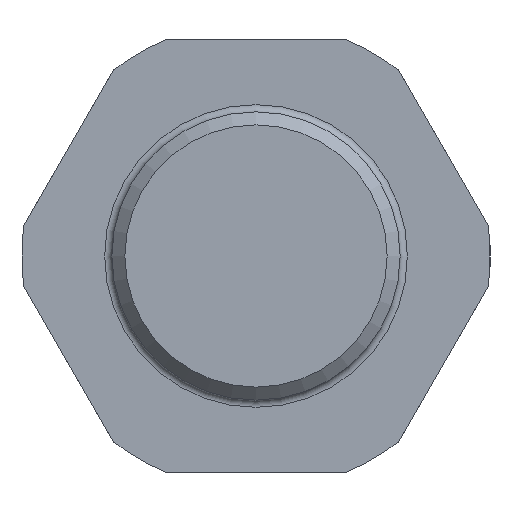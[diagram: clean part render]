
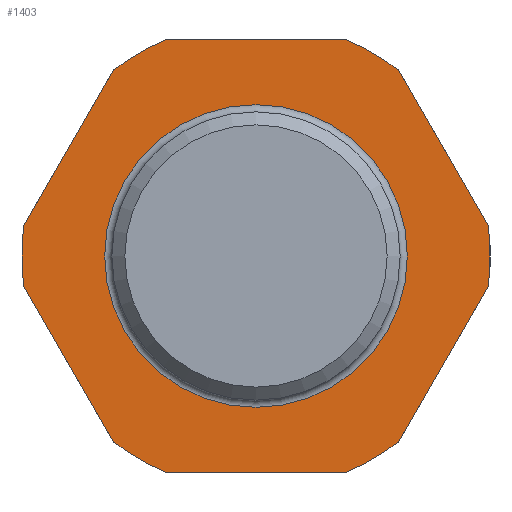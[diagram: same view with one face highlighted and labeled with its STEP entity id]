
A CAD part, left-side view. The second image highlights one B-rep face of the part: STEP entity #1403.
In plain terms, the highlighted planar face has unit normal (-1, 0, 0).
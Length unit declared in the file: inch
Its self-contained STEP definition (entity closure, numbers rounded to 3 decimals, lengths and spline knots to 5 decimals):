
#24=FACE_BOUND('',#311,.T.);
#68=LINE('',#2156,#125);
#71=LINE('',#2182,#128);
#74=LINE('',#2200,#131);
#77=LINE('',#2237,#134);
#80=LINE('',#2263,#137);
#83=LINE('',#2289,#140);
#125=VECTOR('',#1694,0.3937);
#128=VECTOR('',#1699,0.3937);
#131=VECTOR('',#1704,0.3937);
#134=VECTOR('',#1709,0.3937);
#137=VECTOR('',#1714,0.3937);
#140=VECTOR('',#1719,0.3937);
#233=FACE_OUTER_BOUND('',#310,.T.);
#310=EDGE_LOOP('',(#918,#919,#920,#921,#922,#923,#924,#925,#926,#927,#928,
#929));
#311=EDGE_LOOP('',(#930,#931));
#381=CIRCLE('',#1501,0.63976);
#384=CIRCLE('',#1505,0.63976);
#385=CIRCLE('',#1507,0.63976);
#388=CIRCLE('',#1511,0.63976);
#389=CIRCLE('',#1513,0.63976);
#395=CIRCLE('',#1521,0.63976);
#396=CIRCLE('',#1522,0.41339);
#397=CIRCLE('',#1523,0.41339);
#498=VERTEX_POINT('',#2153);
#499=VERTEX_POINT('',#2155);
#502=VERTEX_POINT('',#2179);
#503=VERTEX_POINT('',#2181);
#506=VERTEX_POINT('',#2197);
#507=VERTEX_POINT('',#2199);
#511=VERTEX_POINT('',#2234);
#512=VERTEX_POINT('',#2236);
#515=VERTEX_POINT('',#2260);
#516=VERTEX_POINT('',#2262);
#519=VERTEX_POINT('',#2286);
#520=VERTEX_POINT('',#2288);
#523=VERTEX_POINT('',#2315);
#524=VERTEX_POINT('',#2316);
#647=EDGE_CURVE('',#499,#498,#68,.T.);
#651=EDGE_CURVE('',#503,#502,#71,.T.);
#655=EDGE_CURVE('',#507,#506,#74,.T.);
#660=EDGE_CURVE('',#512,#511,#77,.T.);
#664=EDGE_CURVE('',#516,#515,#80,.T.);
#668=EDGE_CURVE('',#520,#519,#83,.T.);
#670=EDGE_CURVE('',#507,#511,#381,.T.);
#673=EDGE_CURVE('',#520,#506,#384,.T.);
#674=EDGE_CURVE('',#503,#515,#385,.T.);
#677=EDGE_CURVE('',#512,#502,#388,.T.);
#678=EDGE_CURVE('',#499,#519,#389,.T.);
#684=EDGE_CURVE('',#516,#498,#395,.T.);
#685=EDGE_CURVE('',#523,#524,#396,.T.);
#686=EDGE_CURVE('',#524,#523,#397,.T.);
#918=ORIENTED_EDGE('',*,*,#647,.T.);
#919=ORIENTED_EDGE('',*,*,#684,.F.);
#920=ORIENTED_EDGE('',*,*,#664,.T.);
#921=ORIENTED_EDGE('',*,*,#674,.F.);
#922=ORIENTED_EDGE('',*,*,#651,.T.);
#923=ORIENTED_EDGE('',*,*,#677,.F.);
#924=ORIENTED_EDGE('',*,*,#660,.T.);
#925=ORIENTED_EDGE('',*,*,#670,.F.);
#926=ORIENTED_EDGE('',*,*,#655,.T.);
#927=ORIENTED_EDGE('',*,*,#673,.F.);
#928=ORIENTED_EDGE('',*,*,#668,.T.);
#929=ORIENTED_EDGE('',*,*,#678,.F.);
#930=ORIENTED_EDGE('',*,*,#685,.T.);
#931=ORIENTED_EDGE('',*,*,#686,.T.);
#1283=PLANE('',#1520);
#1403=ADVANCED_FACE('',(#233,#24),#1283,.T.);
#1501=AXIS2_PLACEMENT_3D('',#2292,#1723,#1724);
#1505=AXIS2_PLACEMENT_3D('',#2296,#1731,#1732);
#1507=AXIS2_PLACEMENT_3D('',#2298,#1735,#1736);
#1511=AXIS2_PLACEMENT_3D('',#2302,#1743,#1744);
#1513=AXIS2_PLACEMENT_3D('',#2304,#1747,#1748);
#1520=AXIS2_PLACEMENT_3D('',#2313,#1761,#1762);
#1521=AXIS2_PLACEMENT_3D('',#2314,#1763,#1764);
#1522=AXIS2_PLACEMENT_3D('',#2317,#1765,#1766);
#1523=AXIS2_PLACEMENT_3D('',#2318,#1767,#1768);
#1694=DIRECTION('',(0.,-0.5,-0.866));
#1699=DIRECTION('',(0.,-0.5,0.866));
#1704=DIRECTION('',(0.,1.,0.));
#1709=DIRECTION('',(0.,0.5,0.866));
#1714=DIRECTION('',(0.,-1.,0.));
#1719=DIRECTION('',(0.,0.5,-0.866));
#1723=DIRECTION('center_axis',(1.,0.,0.));
#1724=DIRECTION('ref_axis',(0.,0.,-1.));
#1731=DIRECTION('center_axis',(1.,0.,0.));
#1732=DIRECTION('ref_axis',(0.,0.,-1.));
#1735=DIRECTION('center_axis',(1.,0.,0.));
#1736=DIRECTION('ref_axis',(0.,0.,-1.));
#1743=DIRECTION('center_axis',(1.,0.,0.));
#1744=DIRECTION('ref_axis',(0.,0.,-1.));
#1747=DIRECTION('center_axis',(1.,0.,0.));
#1748=DIRECTION('ref_axis',(0.,0.,-1.));
#1761=DIRECTION('center_axis',(-1.,0.,0.));
#1762=DIRECTION('ref_axis',(0.,0.,1.));
#1763=DIRECTION('center_axis',(1.,0.,0.));
#1764=DIRECTION('ref_axis',(0.,0.,-1.));
#1765=DIRECTION('center_axis',(1.,0.,0.));
#1766=DIRECTION('ref_axis',(0.,0.,-1.));
#1767=DIRECTION('center_axis',(1.,0.,0.));
#1768=DIRECTION('ref_axis',(0.,0.,-1.));
#2153=CARTESIAN_POINT('',(-0.22566,0.30777,-0.46768));
#2155=CARTESIAN_POINT('',(-0.22566,0.55383,-0.04149));
#2156=CARTESIAN_POINT('',(-0.22566,0.57229,-0.00952));
#2179=CARTESIAN_POINT('',(-0.22566,-0.7151,-0.04149));
#2181=CARTESIAN_POINT('',(-0.22566,-0.46903,-0.46768));
#2182=CARTESIAN_POINT('',(-0.22566,-0.45058,-0.49964));
#2197=CARTESIAN_POINT('',(-0.22566,0.16543,0.63124));
#2199=CARTESIAN_POINT('',(-0.22566,-0.3267,0.63124));
#2200=CARTESIAN_POINT('',(-0.22566,0.11622,0.63124));
#2234=CARTESIAN_POINT('',(-0.22566,-0.46903,0.54907));
#2236=CARTESIAN_POINT('',(-0.22566,-0.7151,0.12287));
#2237=CARTESIAN_POINT('',(-0.22566,-0.57361,0.36793));
#2260=CARTESIAN_POINT('',(-0.22566,-0.3267,-0.54986));
#2262=CARTESIAN_POINT('',(-0.22566,0.16543,-0.54986));
#2263=CARTESIAN_POINT('',(-0.22566,0.36228,-0.54986));
#2286=CARTESIAN_POINT('',(-0.22566,0.55383,0.12287));
#2288=CARTESIAN_POINT('',(-0.22566,0.30777,0.54907));
#2289=CARTESIAN_POINT('',(-0.22566,0.44925,0.304));
#2292=CARTESIAN_POINT('Origin',(-0.22566,-0.08063,
0.04069));
#2296=CARTESIAN_POINT('Origin',(-0.22566,-0.08063,
0.04069));
#2298=CARTESIAN_POINT('Origin',(-0.22566,-0.08063,
0.04069));
#2302=CARTESIAN_POINT('Origin',(-0.22566,-0.08063,
0.04069));
#2304=CARTESIAN_POINT('Origin',(-0.22566,-0.08063,
0.04069));
#2313=CARTESIAN_POINT('Origin',(-0.22566,0.55913,0.04069));
#2314=CARTESIAN_POINT('Origin',(-0.22566,-0.08063,
0.04069));
#2315=CARTESIAN_POINT('',(-0.22566,0.33275,0.04069));
#2316=CARTESIAN_POINT('',(-0.22566,-0.08063,0.45408));
#2317=CARTESIAN_POINT('Origin',(-0.22566,-0.08063,
0.04069));
#2318=CARTESIAN_POINT('Origin',(-0.22566,-0.08063,
0.04069));
